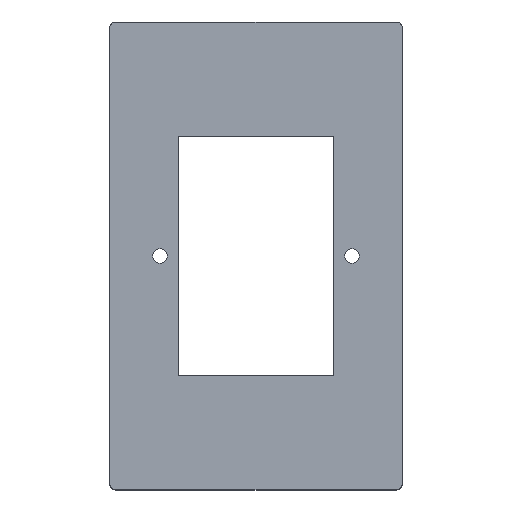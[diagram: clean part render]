
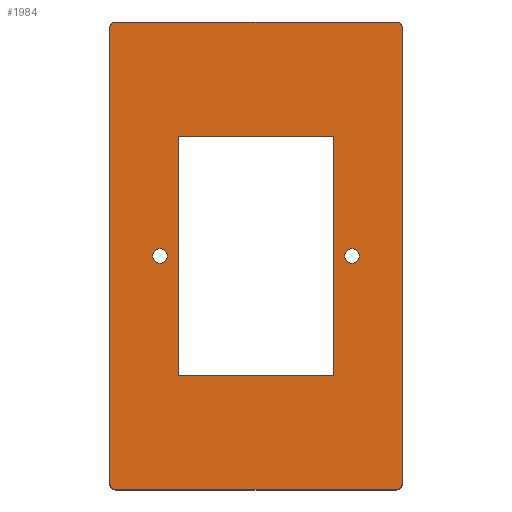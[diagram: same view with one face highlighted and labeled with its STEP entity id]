
A CAD part, top view. The second image highlights one B-rep face of the part: STEP entity #1984.
In plain terms, the highlighted planar face has unit normal (0, 0, 1).
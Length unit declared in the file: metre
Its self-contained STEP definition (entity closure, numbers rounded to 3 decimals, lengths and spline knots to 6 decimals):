
#20=CIRCLE('',#2066,0.001);
#22=CIRCLE('',#2069,0.001);
#24=CIRCLE('',#2072,0.001);
#26=CIRCLE('',#2075,0.001);
#38=CIRCLE('',#2095,0.00125);
#39=CIRCLE('',#2096,0.00125);
#616=ORIENTED_EDGE('',*,*,#999,.T.);
#617=ORIENTED_EDGE('',*,*,#1000,.T.);
#618=ORIENTED_EDGE('',*,*,#729,.F.);
#619=ORIENTED_EDGE('',*,*,#1001,.F.);
#620=ORIENTED_EDGE('',*,*,#732,.F.);
#621=ORIENTED_EDGE('',*,*,#1002,.F.);
#622=ORIENTED_EDGE('',*,*,#993,.T.);
#623=ORIENTED_EDGE('',*,*,#968,.T.);
#624=ORIENTED_EDGE('',*,*,#989,.T.);
#625=ORIENTED_EDGE('',*,*,#964,.T.);
#626=ORIENTED_EDGE('',*,*,#985,.T.);
#627=ORIENTED_EDGE('',*,*,#960,.T.);
#628=ORIENTED_EDGE('',*,*,#1003,.T.);
#629=ORIENTED_EDGE('',*,*,#956,.T.);
#729=EDGE_CURVE('',#1008,#1010,#1201,.T.);
#732=EDGE_CURVE('',#1012,#1013,#1204,.T.);
#956=EDGE_CURVE('',#1168,#1169,#20,.T.);
#960=EDGE_CURVE('',#1172,#1173,#22,.T.);
#964=EDGE_CURVE('',#1176,#1177,#24,.T.);
#968=EDGE_CURVE('',#1180,#1181,#26,.T.);
#985=EDGE_CURVE('',#1177,#1172,#1364,.T.);
#989=EDGE_CURVE('',#1181,#1176,#1366,.T.);
#993=EDGE_CURVE('',#1169,#1180,#1369,.T.);
#999=EDGE_CURVE('',#1194,#1194,#38,.T.);
#1000=EDGE_CURVE('',#1195,#1195,#39,.T.);
#1001=EDGE_CURVE('',#1013,#1008,#1373,.T.);
#1002=EDGE_CURVE('',#1010,#1012,#1374,.T.);
#1003=EDGE_CURVE('',#1173,#1168,#1375,.T.);
#1008=VERTEX_POINT('',#2501);
#1010=VERTEX_POINT('',#2504);
#1012=VERTEX_POINT('',#2510);
#1013=VERTEX_POINT('',#2511);
#1168=VERTEX_POINT('',#4949);
#1169=VERTEX_POINT('',#4950);
#1172=VERTEX_POINT('',#4958);
#1173=VERTEX_POINT('',#4959);
#1176=VERTEX_POINT('',#4967);
#1177=VERTEX_POINT('',#4968);
#1180=VERTEX_POINT('',#4976);
#1181=VERTEX_POINT('',#4977);
#1194=VERTEX_POINT('',#5029);
#1195=VERTEX_POINT('',#5031);
#1201=LINE('',#2503,#1377);
#1204=LINE('',#2509,#1380);
#1364=LINE('',#5005,#1540);
#1366=LINE('',#5012,#1542);
#1369=LINE('',#5018,#1545);
#1373=LINE('',#5032,#1549);
#1374=LINE('',#5033,#1550);
#1375=LINE('',#5034,#1551);
#1377=VECTOR('',#2119,1.);
#1380=VECTOR('',#2124,1.);
#1540=VECTOR('',#2430,1.);
#1542=VECTOR('',#2438,1.);
#1545=VECTOR('',#2445,1.);
#1549=VECTOR('',#2461,1.);
#1550=VECTOR('',#2462,1.);
#1551=VECTOR('',#2463,1.);
#1659=EDGE_LOOP('',(#616));
#1660=EDGE_LOOP('',(#617));
#1661=EDGE_LOOP('',(#618,#619,#620,#621));
#1662=EDGE_LOOP('',(#622,#623,#624,#625,#626,#627,#628,#629));
#1801=FACE_BOUND('',#1659,.T.);
#1802=FACE_BOUND('',#1660,.T.);
#1803=FACE_BOUND('',#1661,.T.);
#1804=FACE_BOUND('',#1662,.T.);
#1885=PLANE('',#2094);
#1984=ADVANCED_FACE('',(#1801,#1802,#1803,#1804),#1885,.F.);
#2066=AXIS2_PLACEMENT_3D('',#4948,#2374,#2375);
#2069=AXIS2_PLACEMENT_3D('',#4957,#2382,#2383);
#2072=AXIS2_PLACEMENT_3D('',#4966,#2390,#2391);
#2075=AXIS2_PLACEMENT_3D('',#4975,#2398,#2399);
#2094=AXIS2_PLACEMENT_3D('',#5027,#2455,#2456);
#2095=AXIS2_PLACEMENT_3D('',#5028,#2457,#2458);
#2096=AXIS2_PLACEMENT_3D('',#5030,#2459,#2460);
#2119=DIRECTION('',(0.,1.,0.));
#2124=DIRECTION('',(0.,-1.,0.));
#2374=DIRECTION('',(0.,0.,1.));
#2375=DIRECTION('',(-1.,0.,0.));
#2382=DIRECTION('',(0.,0.,1.));
#2383=DIRECTION('',(-1.,0.,0.));
#2390=DIRECTION('',(0.,0.,1.));
#2391=DIRECTION('',(-1.,0.,0.));
#2398=DIRECTION('',(0.,0.,1.));
#2399=DIRECTION('',(-1.,0.,0.));
#2430=DIRECTION('',(0.,1.,0.));
#2438=DIRECTION('',(1.,0.,0.));
#2445=DIRECTION('',(0.,-1.,0.));
#2455=DIRECTION('',(0.,0.,-1.));
#2456=DIRECTION('',(-1.,0.,0.));
#2457=DIRECTION('',(0.,0.,-1.));
#2458=DIRECTION('',(-1.,0.,0.));
#2459=DIRECTION('',(0.,0.,-1.));
#2460=DIRECTION('',(-1.,0.,0.));
#2461=DIRECTION('',(1.,0.,0.));
#2462=DIRECTION('',(-1.,0.,0.));
#2463=DIRECTION('',(-1.,0.,0.));
#2501=CARTESIAN_POINT('',(0.0383,0.0196,0.023));
#2503=CARTESIAN_POINT('',(0.0383,0.0164,0.023));
#2504=CARTESIAN_POINT('',(0.0383,0.0604,0.023));
#2509=CARTESIAN_POINT('',(0.0117,0.0164,0.023));
#2510=CARTESIAN_POINT('',(0.0117,0.0604,0.023));
#2511=CARTESIAN_POINT('',(0.0117,0.0196,0.023));
#4948=CARTESIAN_POINT('',(0.001,0.079,0.023));
#4949=CARTESIAN_POINT('',(0.001,0.08,0.023));
#4950=CARTESIAN_POINT('',(0.,0.079,0.023));
#4957=CARTESIAN_POINT('',(0.049,0.079,0.023));
#4958=CARTESIAN_POINT('',(0.05,0.079,0.023));
#4959=CARTESIAN_POINT('',(0.049,0.08,0.023));
#4966=CARTESIAN_POINT('',(0.049,0.001,0.023));
#4967=CARTESIAN_POINT('',(0.049,0.,0.023));
#4968=CARTESIAN_POINT('',(0.05,0.001,0.023));
#4975=CARTESIAN_POINT('',(0.001,0.001,0.023));
#4976=CARTESIAN_POINT('',(0.,0.001,0.023));
#4977=CARTESIAN_POINT('',(0.001,0.,0.023));
#5005=CARTESIAN_POINT('',(0.05,0.,0.023));
#5012=CARTESIAN_POINT('',(0.,0.,0.023));
#5018=CARTESIAN_POINT('',(0.,0.,0.023));
#5027=CARTESIAN_POINT('',(0.,0.,0.023));
#5028=CARTESIAN_POINT('',(0.0086,0.04,0.023));
#5029=CARTESIAN_POINT('',(0.00735,0.04,0.023));
#5030=CARTESIAN_POINT('',(0.0414,0.04,0.023));
#5031=CARTESIAN_POINT('',(0.04015,0.04,0.023));
#5032=CARTESIAN_POINT('',(0.0109,0.0196,0.023));
#5033=CARTESIAN_POINT('',(0.0109,0.0604,0.023));
#5034=CARTESIAN_POINT('',(0.,0.08,0.023));
